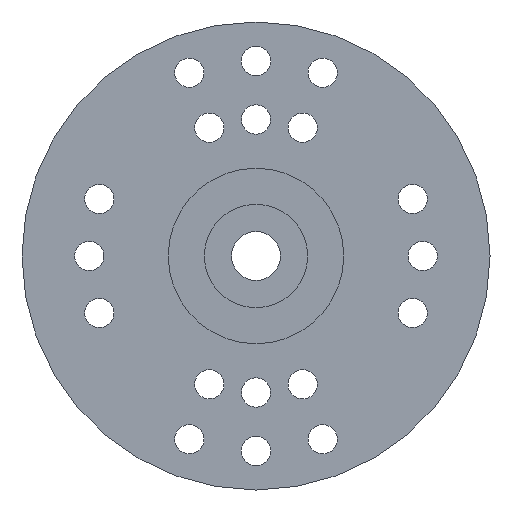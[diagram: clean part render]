
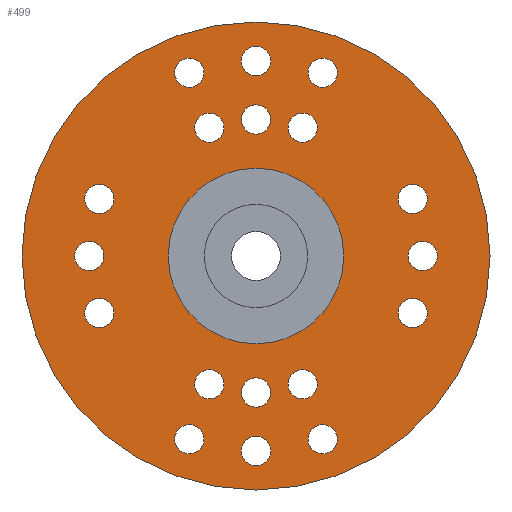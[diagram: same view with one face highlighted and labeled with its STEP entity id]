
A CAD part, front view. The second image highlights one B-rep face of the part: STEP entity #499.
In plain terms, the highlighted planar face has unit normal (0, -1, 0).
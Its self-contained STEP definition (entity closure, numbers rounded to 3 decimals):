
#17=PLANE('',#572);
#43=FACE_BOUND('',#162,.T.);
#44=FACE_BOUND('',#163,.T.);
#45=FACE_BOUND('',#164,.T.);
#46=FACE_BOUND('',#165,.T.);
#47=FACE_BOUND('',#166,.T.);
#48=FACE_BOUND('',#167,.T.);
#49=FACE_BOUND('',#168,.T.);
#50=FACE_BOUND('',#169,.T.);
#51=FACE_BOUND('',#170,.T.);
#52=FACE_BOUND('',#171,.T.);
#53=FACE_BOUND('',#172,.T.);
#54=FACE_BOUND('',#173,.T.);
#55=FACE_BOUND('',#174,.T.);
#56=FACE_BOUND('',#175,.T.);
#57=FACE_BOUND('',#176,.T.);
#58=FACE_BOUND('',#177,.T.);
#59=FACE_BOUND('',#178,.T.);
#60=FACE_BOUND('',#179,.T.);
#61=FACE_BOUND('',#180,.T.);
#109=FACE_OUTER_BOUND('',#161,.T.);
#161=EDGE_LOOP('',(#401));
#162=EDGE_LOOP('',(#402));
#163=EDGE_LOOP('',(#403));
#164=EDGE_LOOP('',(#404));
#165=EDGE_LOOP('',(#405));
#166=EDGE_LOOP('',(#406));
#167=EDGE_LOOP('',(#407));
#168=EDGE_LOOP('',(#408));
#169=EDGE_LOOP('',(#409));
#170=EDGE_LOOP('',(#410));
#171=EDGE_LOOP('',(#411));
#172=EDGE_LOOP('',(#412));
#173=EDGE_LOOP('',(#413));
#174=EDGE_LOOP('',(#414));
#175=EDGE_LOOP('',(#415));
#176=EDGE_LOOP('',(#416));
#177=EDGE_LOOP('',(#417));
#178=EDGE_LOOP('',(#418));
#179=EDGE_LOOP('',(#419));
#180=EDGE_LOOP('',(#420));
#213=CIRCLE('',#510,0.75);
#215=CIRCLE('',#513,0.75);
#217=CIRCLE('',#516,0.75);
#219=CIRCLE('',#519,0.75);
#221=CIRCLE('',#522,0.75);
#223=CIRCLE('',#525,0.75);
#225=CIRCLE('',#528,0.75);
#227=CIRCLE('',#531,0.75);
#229=CIRCLE('',#534,0.75);
#231=CIRCLE('',#537,0.75);
#233=CIRCLE('',#540,0.75);
#235=CIRCLE('',#543,0.75);
#237=CIRCLE('',#546,0.75);
#239=CIRCLE('',#549,0.75);
#241=CIRCLE('',#552,0.75);
#243=CIRCLE('',#555,0.75);
#245=CIRCLE('',#558,0.75);
#247=CIRCLE('',#561,0.75);
#253=CIRCLE('',#570,4.5);
#254=CIRCLE('',#573,12.);
#261=VERTEX_POINT('',#747);
#263=VERTEX_POINT('',#752);
#265=VERTEX_POINT('',#757);
#267=VERTEX_POINT('',#762);
#269=VERTEX_POINT('',#767);
#271=VERTEX_POINT('',#772);
#273=VERTEX_POINT('',#777);
#275=VERTEX_POINT('',#782);
#277=VERTEX_POINT('',#787);
#279=VERTEX_POINT('',#792);
#281=VERTEX_POINT('',#797);
#283=VERTEX_POINT('',#802);
#285=VERTEX_POINT('',#807);
#287=VERTEX_POINT('',#812);
#289=VERTEX_POINT('',#817);
#291=VERTEX_POINT('',#822);
#293=VERTEX_POINT('',#827);
#295=VERTEX_POINT('',#832);
#301=VERTEX_POINT('',#847);
#302=VERTEX_POINT('',#851);
#309=EDGE_CURVE('',#261,#261,#213,.T.);
#311=EDGE_CURVE('',#263,#263,#215,.T.);
#313=EDGE_CURVE('',#265,#265,#217,.T.);
#315=EDGE_CURVE('',#267,#267,#219,.T.);
#317=EDGE_CURVE('',#269,#269,#221,.T.);
#319=EDGE_CURVE('',#271,#271,#223,.T.);
#321=EDGE_CURVE('',#273,#273,#225,.T.);
#323=EDGE_CURVE('',#275,#275,#227,.T.);
#325=EDGE_CURVE('',#277,#277,#229,.T.);
#327=EDGE_CURVE('',#279,#279,#231,.T.);
#329=EDGE_CURVE('',#281,#281,#233,.T.);
#331=EDGE_CURVE('',#283,#283,#235,.T.);
#333=EDGE_CURVE('',#285,#285,#237,.T.);
#335=EDGE_CURVE('',#287,#287,#239,.T.);
#337=EDGE_CURVE('',#289,#289,#241,.T.);
#339=EDGE_CURVE('',#291,#291,#243,.T.);
#341=EDGE_CURVE('',#293,#293,#245,.T.);
#343=EDGE_CURVE('',#295,#295,#247,.T.);
#349=EDGE_CURVE('',#301,#301,#253,.T.);
#350=EDGE_CURVE('',#302,#302,#254,.T.);
#401=ORIENTED_EDGE('',*,*,#350,.T.);
#402=ORIENTED_EDGE('',*,*,#309,.T.);
#403=ORIENTED_EDGE('',*,*,#311,.T.);
#404=ORIENTED_EDGE('',*,*,#313,.T.);
#405=ORIENTED_EDGE('',*,*,#315,.T.);
#406=ORIENTED_EDGE('',*,*,#317,.T.);
#407=ORIENTED_EDGE('',*,*,#319,.T.);
#408=ORIENTED_EDGE('',*,*,#321,.T.);
#409=ORIENTED_EDGE('',*,*,#323,.T.);
#410=ORIENTED_EDGE('',*,*,#325,.T.);
#411=ORIENTED_EDGE('',*,*,#327,.T.);
#412=ORIENTED_EDGE('',*,*,#329,.T.);
#413=ORIENTED_EDGE('',*,*,#331,.T.);
#414=ORIENTED_EDGE('',*,*,#333,.T.);
#415=ORIENTED_EDGE('',*,*,#335,.T.);
#416=ORIENTED_EDGE('',*,*,#337,.T.);
#417=ORIENTED_EDGE('',*,*,#339,.T.);
#418=ORIENTED_EDGE('',*,*,#341,.T.);
#419=ORIENTED_EDGE('',*,*,#343,.T.);
#420=ORIENTED_EDGE('',*,*,#349,.T.);
#499=ADVANCED_FACE('',(#109,#43,#44,#45,#46,#47,#48,#49,#50,#51,#52,#53,
#54,#55,#56,#57,#58,#59,#60,#61),#17,.F.);
#510=AXIS2_PLACEMENT_3D('',#748,#591,#592);
#513=AXIS2_PLACEMENT_3D('',#753,#597,#598);
#516=AXIS2_PLACEMENT_3D('',#758,#603,#604);
#519=AXIS2_PLACEMENT_3D('',#763,#609,#610);
#522=AXIS2_PLACEMENT_3D('',#768,#615,#616);
#525=AXIS2_PLACEMENT_3D('',#773,#621,#622);
#528=AXIS2_PLACEMENT_3D('',#778,#627,#628);
#531=AXIS2_PLACEMENT_3D('',#783,#633,#634);
#534=AXIS2_PLACEMENT_3D('',#788,#639,#640);
#537=AXIS2_PLACEMENT_3D('',#793,#645,#646);
#540=AXIS2_PLACEMENT_3D('',#798,#651,#652);
#543=AXIS2_PLACEMENT_3D('',#803,#657,#658);
#546=AXIS2_PLACEMENT_3D('',#808,#663,#664);
#549=AXIS2_PLACEMENT_3D('',#813,#669,#670);
#552=AXIS2_PLACEMENT_3D('',#818,#675,#676);
#555=AXIS2_PLACEMENT_3D('',#823,#681,#682);
#558=AXIS2_PLACEMENT_3D('',#828,#687,#688);
#561=AXIS2_PLACEMENT_3D('',#833,#693,#694);
#570=AXIS2_PLACEMENT_3D('',#848,#711,#712);
#572=AXIS2_PLACEMENT_3D('',#850,#715,#716);
#573=AXIS2_PLACEMENT_3D('',#852,#717,#718);
#591=DIRECTION('center_axis',(0.,1.,0.));
#592=DIRECTION('ref_axis',(1.,0.,0.));
#597=DIRECTION('center_axis',(0.,1.,0.));
#598=DIRECTION('ref_axis',(1.,0.,0.));
#603=DIRECTION('center_axis',(0.,1.,0.));
#604=DIRECTION('ref_axis',(1.,0.,0.));
#609=DIRECTION('center_axis',(0.,1.,0.));
#610=DIRECTION('ref_axis',(1.,0.,0.));
#615=DIRECTION('center_axis',(0.,1.,0.));
#616=DIRECTION('ref_axis',(1.,0.,0.));
#621=DIRECTION('center_axis',(0.,1.,0.));
#622=DIRECTION('ref_axis',(1.,0.,0.));
#627=DIRECTION('center_axis',(0.,1.,0.));
#628=DIRECTION('ref_axis',(1.,0.,0.));
#633=DIRECTION('center_axis',(0.,1.,0.));
#634=DIRECTION('ref_axis',(1.,0.,0.));
#639=DIRECTION('center_axis',(0.,1.,0.));
#640=DIRECTION('ref_axis',(1.,0.,0.));
#645=DIRECTION('center_axis',(0.,1.,0.));
#646=DIRECTION('ref_axis',(1.,0.,0.));
#651=DIRECTION('center_axis',(0.,1.,0.));
#652=DIRECTION('ref_axis',(1.,0.,0.));
#657=DIRECTION('center_axis',(0.,1.,0.));
#658=DIRECTION('ref_axis',(1.,0.,0.));
#663=DIRECTION('center_axis',(0.,1.,0.));
#664=DIRECTION('ref_axis',(1.,0.,0.));
#669=DIRECTION('center_axis',(0.,1.,0.));
#670=DIRECTION('ref_axis',(1.,0.,0.));
#675=DIRECTION('center_axis',(0.,1.,0.));
#676=DIRECTION('ref_axis',(1.,0.,0.));
#681=DIRECTION('center_axis',(0.,1.,0.));
#682=DIRECTION('ref_axis',(1.,0.,0.));
#687=DIRECTION('center_axis',(0.,1.,0.));
#688=DIRECTION('ref_axis',(1.,0.,0.));
#693=DIRECTION('center_axis',(0.,1.,0.));
#694=DIRECTION('ref_axis',(1.,0.,0.));
#711=DIRECTION('center_axis',(0.,1.,0.));
#712=DIRECTION('ref_axis',(1.,0.,0.));
#715=DIRECTION('center_axis',(0.,1.,0.));
#716=DIRECTION('ref_axis',(1.,0.,0.));
#717=DIRECTION('center_axis',(0.,-1.,0.));
#718=DIRECTION('ref_axis',(1.,0.,0.));
#747=CARTESIAN_POINT('',(7.284,-2.,2.924));
#748=CARTESIAN_POINT('Origin',(8.034,-2.,2.924));
#752=CARTESIAN_POINT('',(1.644,-2.,6.578));
#753=CARTESIAN_POINT('Origin',(2.394,-2.,6.578));
#757=CARTESIAN_POINT('',(-9.3,-2.,0.));
#758=CARTESIAN_POINT('Origin',(-8.55,-2.,0.));
#762=CARTESIAN_POINT('',(2.67,-2.,-9.397));
#763=CARTESIAN_POINT('Origin',(3.42,-2.,-9.397));
#767=CARTESIAN_POINT('',(-3.144,-2.,-6.578));
#768=CARTESIAN_POINT('Origin',(-2.394,-2.,-6.578));
#772=CARTESIAN_POINT('',(-0.75,-2.,-10.));
#773=CARTESIAN_POINT('Origin',(0.,-2.,-10.));
#777=CARTESIAN_POINT('',(-8.784,-2.,2.924));
#778=CARTESIAN_POINT('Origin',(-8.034,-2.,2.924));
#782=CARTESIAN_POINT('',(2.67,-2.,9.397));
#783=CARTESIAN_POINT('Origin',(3.42,-2.,9.397));
#787=CARTESIAN_POINT('',(7.8,-2.,0.));
#788=CARTESIAN_POINT('Origin',(8.55,-2.,0.));
#792=CARTESIAN_POINT('',(-4.17,-2.,9.397));
#793=CARTESIAN_POINT('Origin',(-3.42,-2.,9.397));
#797=CARTESIAN_POINT('',(-0.75,-2.,7.));
#798=CARTESIAN_POINT('Origin',(0.,-2.,7.));
#802=CARTESIAN_POINT('',(-8.784,-2.,-2.924));
#803=CARTESIAN_POINT('Origin',(-8.034,-2.,-2.924));
#807=CARTESIAN_POINT('',(1.644,-2.,-6.578));
#808=CARTESIAN_POINT('Origin',(2.394,-2.,-6.578));
#812=CARTESIAN_POINT('',(-0.75,-2.,-7.));
#813=CARTESIAN_POINT('Origin',(0.,-2.,-7.));
#817=CARTESIAN_POINT('',(-4.17,-2.,-9.397));
#818=CARTESIAN_POINT('Origin',(-3.42,-2.,-9.397));
#822=CARTESIAN_POINT('',(-3.144,-2.,6.578));
#823=CARTESIAN_POINT('Origin',(-2.394,-2.,6.578));
#827=CARTESIAN_POINT('',(-0.75,-2.,10.));
#828=CARTESIAN_POINT('Origin',(0.,-2.,10.));
#832=CARTESIAN_POINT('',(7.284,-2.,-2.924));
#833=CARTESIAN_POINT('Origin',(8.034,-2.,-2.924));
#847=CARTESIAN_POINT('',(-4.5,-2.,0.));
#848=CARTESIAN_POINT('Origin',(0.,-2.,0.));
#850=CARTESIAN_POINT('Origin',(0.,-2.,0.));
#851=CARTESIAN_POINT('',(-12.,-2.,0.));
#852=CARTESIAN_POINT('Origin',(0.,-2.,0.));
